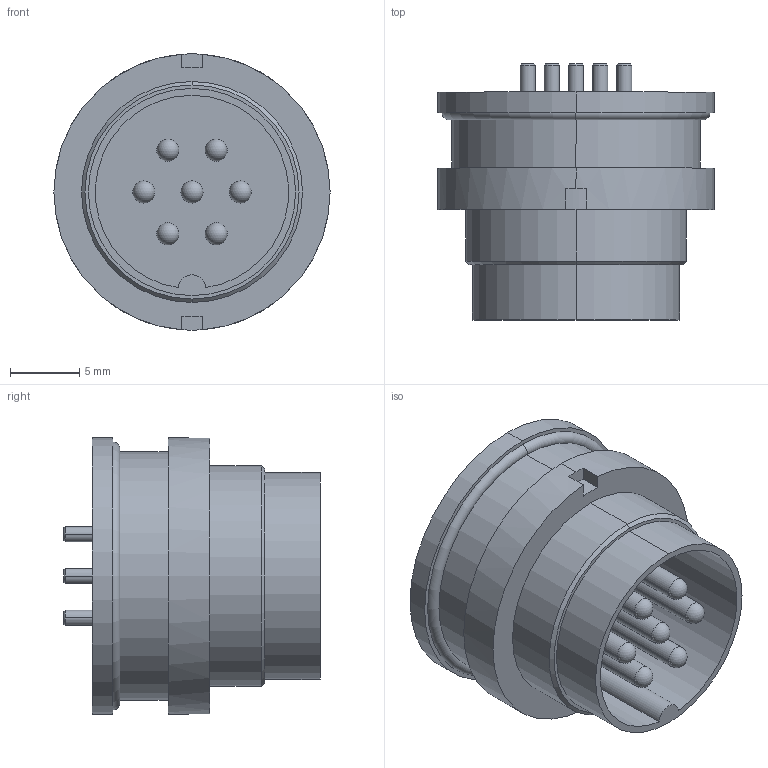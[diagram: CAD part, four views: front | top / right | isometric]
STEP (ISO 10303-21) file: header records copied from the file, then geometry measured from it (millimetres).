
FILE_DESCRIPTION((''),'2;1');
FILE_NAME('09-0127-80-07.stp','2005-04-22T09:50:01',('generator'),(''),'Autodesk Inventor 7','Autodesk Inventor 7','');
FILE_SCHEMA(('AUTOMOTIVE_DESIGN { 1 0 10303 214 1 1 1 1 }'));
Length unit declared in the file: millimetre
Products named in the file (1): 09-0127-80-07
Bounding box: 20 x 18.55 x 20 mm (x, y, z)
Volume: 2225.3 mm3; surface area: 2835.6 mm2
Topology: 8 solids, 8 shells, 104 faces, 229 edges, 142 vertices
Faces by surface type: cylinder 49, plane 30, cone 16, sphere 7, torus 2
Entity records: 2699 total; most frequent: DIRECTION 533, CARTESIAN_POINT 434, ORIENTED_EDGE 402, AXIS2_PLACEMENT_3D 227, EDGE_CURVE 201, VERTEX_POINT 128, CIRCLE 122, EDGE_LOOP 119
